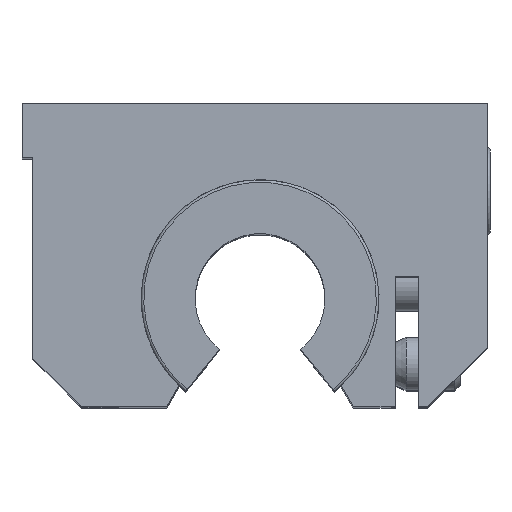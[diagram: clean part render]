
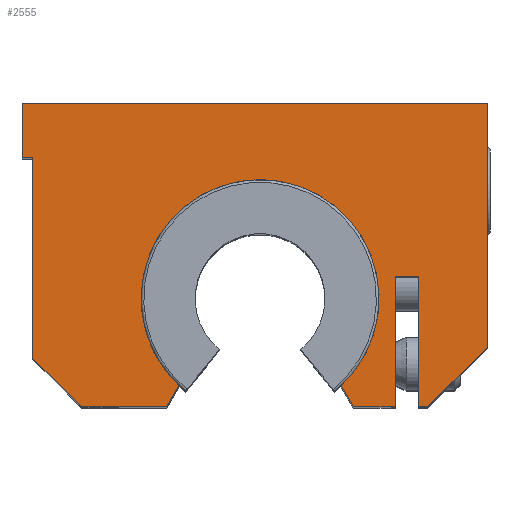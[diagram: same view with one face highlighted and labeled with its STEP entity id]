
A CAD part, top view. The second image highlights one B-rep face of the part: STEP entity #2555.
In plain terms, the highlighted planar face has unit normal (0, 0, 1).
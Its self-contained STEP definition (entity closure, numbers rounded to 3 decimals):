
#173=PLANE('',#2877);
#313=FACE_OUTER_BOUND('',#491,.T.);
#491=EDGE_LOOP('',(#2278,#2279,#2280,#2281,#2282,#2283,#2284,#2285,#2286,
#2287,#2288,#2289,#2290,#2291,#2292,#2293));
#526=LINE('',#3778,#750);
#594=LINE('',#4002,#818);
#599=LINE('',#4011,#823);
#620=LINE('',#4099,#844);
#624=LINE('',#4108,#848);
#629=LINE('',#4197,#853);
#681=LINE('',#4431,#905);
#685=LINE('',#4438,#909);
#699=LINE('',#4460,#923);
#700=LINE('',#4464,#924);
#702=LINE('',#4467,#926);
#703=LINE('',#4470,#927);
#705=LINE('',#4473,#929);
#706=LINE('',#4475,#930);
#707=LINE('',#4477,#931);
#750=VECTOR('',#3014,10.);
#818=VECTOR('',#3246,10.);
#823=VECTOR('',#3253,10.);
#844=VECTOR('',#3354,10.);
#848=VECTOR('',#3360,10.);
#853=VECTOR('',#3375,10.);
#905=VECTOR('',#3541,10.);
#909=VECTOR('',#3549,10.);
#923=VECTOR('',#3571,10.);
#924=VECTOR('',#3576,10.);
#926=VECTOR('',#3580,10.);
#927=VECTOR('',#3583,10.);
#929=VECTOR('',#3587,10.);
#930=VECTOR('',#3590,10.);
#931=VECTOR('',#3593,10.);
#1038=CIRCLE('',#2818,11.);
#1100=VERTEX_POINT('',#3775);
#1101=VERTEX_POINT('',#3777);
#1173=VERTEX_POINT('',#3998);
#1175=VERTEX_POINT('',#4001);
#1177=VERTEX_POINT('',#4007);
#1205=VERTEX_POINT('',#4097);
#1208=VERTEX_POINT('',#4105);
#1209=VERTEX_POINT('',#4107);
#1216=VERTEX_POINT('',#4196);
#1232=VERTEX_POINT('',#4287);
#1233=VERTEX_POINT('',#4288);
#1267=VERTEX_POINT('',#4428);
#1268=VERTEX_POINT('',#4430);
#1269=VERTEX_POINT('',#4437);
#1274=VERTEX_POINT('',#4463);
#1275=VERTEX_POINT('',#4469);
#1343=EDGE_CURVE('',#1100,#1101,#526,.T.);
#1450=EDGE_CURVE('',#1173,#1175,#594,.T.);
#1455=EDGE_CURVE('',#1175,#1177,#599,.T.);
#1498=EDGE_CURVE('',#1205,#1100,#620,.T.);
#1502=EDGE_CURVE('',#1208,#1209,#624,.T.);
#1513=EDGE_CURVE('',#1101,#1216,#629,.T.);
#1533=EDGE_CURVE('',#1232,#1233,#1038,.T.);
#1593=EDGE_CURVE('',#1267,#1268,#681,.T.);
#1597=EDGE_CURVE('',#1209,#1269,#685,.T.);
#1611=EDGE_CURVE('',#1269,#1205,#699,.T.);
#1612=EDGE_CURVE('',#1216,#1274,#700,.T.);
#1614=EDGE_CURVE('',#1274,#1232,#702,.T.);
#1615=EDGE_CURVE('',#1233,#1275,#703,.T.);
#1617=EDGE_CURVE('',#1275,#1267,#705,.T.);
#1618=EDGE_CURVE('',#1268,#1173,#706,.T.);
#1619=EDGE_CURVE('',#1177,#1208,#707,.T.);
#2278=ORIENTED_EDGE('',*,*,#1502,.F.);
#2279=ORIENTED_EDGE('',*,*,#1619,.F.);
#2280=ORIENTED_EDGE('',*,*,#1455,.F.);
#2281=ORIENTED_EDGE('',*,*,#1450,.F.);
#2282=ORIENTED_EDGE('',*,*,#1618,.F.);
#2283=ORIENTED_EDGE('',*,*,#1593,.F.);
#2284=ORIENTED_EDGE('',*,*,#1617,.F.);
#2285=ORIENTED_EDGE('',*,*,#1615,.F.);
#2286=ORIENTED_EDGE('',*,*,#1533,.F.);
#2287=ORIENTED_EDGE('',*,*,#1614,.F.);
#2288=ORIENTED_EDGE('',*,*,#1612,.F.);
#2289=ORIENTED_EDGE('',*,*,#1513,.F.);
#2290=ORIENTED_EDGE('',*,*,#1343,.F.);
#2291=ORIENTED_EDGE('',*,*,#1498,.F.);
#2292=ORIENTED_EDGE('',*,*,#1611,.F.);
#2293=ORIENTED_EDGE('',*,*,#1597,.F.);
#2555=ADVANCED_FACE('',(#313),#173,.T.);
#2818=AXIS2_PLACEMENT_3D('',#4289,#3410,#3411);
#2877=AXIS2_PLACEMENT_3D('',#4478,#3594,#3595);
#3014=DIRECTION('',(-1.,0.,0.));
#3246=DIRECTION('',(-1.,0.,0.));
#3253=DIRECTION('',(0.,1.,0.));
#3354=DIRECTION('',(0.,1.,0.));
#3360=DIRECTION('',(0.,-1.,0.));
#3375=DIRECTION('',(0.,-1.,0.));
#3410=DIRECTION('center_axis',(0.,0.,1.));
#3411=DIRECTION('ref_axis',(0.682,-0.732,0.));
#3541=DIRECTION('',(-0.707,0.707,0.));
#3549=DIRECTION('',(-0.707,-0.707,0.));
#3571=DIRECTION('',(-1.,0.,0.));
#3576=DIRECTION('',(-1.,0.,0.));
#3580=DIRECTION('',(-0.5,0.866,0.));
#3583=DIRECTION('',(-0.5,-0.866,0.));
#3587=DIRECTION('',(-1.,0.,0.));
#3590=DIRECTION('',(0.,1.,0.));
#3593=DIRECTION('',(1.,0.,0.));
#3594=DIRECTION('center_axis',(0.,0.,1.));
#3595=DIRECTION('ref_axis',(1.,0.,0.));
#3775=CARTESIAN_POINT('',(14.65,-2.,38.));
#3777=CARTESIAN_POINT('',(12.5,-2.,38.));
#3778=CARTESIAN_POINT('',(14.65,-2.,38.));
#3998=CARTESIAN_POINT('',(-21.,9.,38.));
#4001=CARTESIAN_POINT('',(-22.,9.,38.));
#4002=CARTESIAN_POINT('',(-21.,9.,38.));
#4007=CARTESIAN_POINT('',(-22.,14.,38.));
#4011=CARTESIAN_POINT('',(-22.,9.,38.));
#4097=CARTESIAN_POINT('',(14.65,-14.,38.));
#4099=CARTESIAN_POINT('',(14.65,-14.,38.));
#4105=CARTESIAN_POINT('',(21.,14.,38.));
#4107=CARTESIAN_POINT('',(21.,-8.5,38.));
#4108=CARTESIAN_POINT('',(21.,14.,38.));
#4196=CARTESIAN_POINT('',(12.5,-14.,38.));
#4197=CARTESIAN_POINT('',(12.5,-2.,38.));
#4287=CARTESIAN_POINT('',(7.5,-12.047,38.));
#4288=CARTESIAN_POINT('',(-7.5,-12.047,38.));
#4289=CARTESIAN_POINT('Origin',(0.,-4.,38.));
#4428=CARTESIAN_POINT('',(-16.5,-14.,38.));
#4430=CARTESIAN_POINT('',(-21.,-9.5,38.));
#4431=CARTESIAN_POINT('',(-16.5,-14.,38.));
#4437=CARTESIAN_POINT('',(15.5,-14.,38.));
#4438=CARTESIAN_POINT('',(21.,-8.5,38.));
#4460=CARTESIAN_POINT('',(15.5,-14.,38.));
#4463=CARTESIAN_POINT('',(8.628,-14.,38.));
#4464=CARTESIAN_POINT('',(12.5,-14.,38.));
#4467=CARTESIAN_POINT('',(8.628,-14.,38.));
#4469=CARTESIAN_POINT('',(-8.628,-14.,38.));
#4470=CARTESIAN_POINT('',(-7.5,-12.047,38.));
#4473=CARTESIAN_POINT('',(-8.628,-14.,38.));
#4475=CARTESIAN_POINT('',(-21.,-9.5,38.));
#4477=CARTESIAN_POINT('',(-21.,14.,38.));
#4478=CARTESIAN_POINT('Origin',(1.573,0.037,38.));
